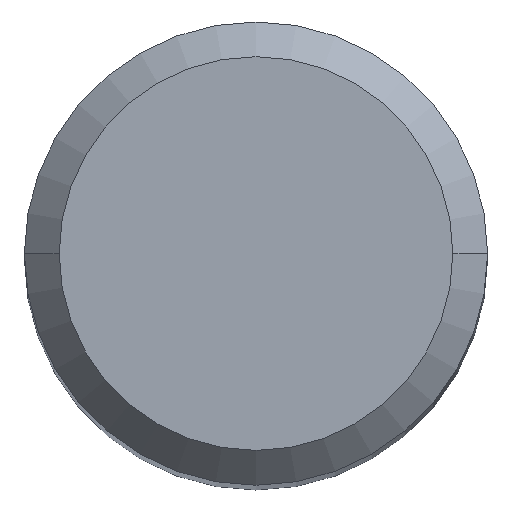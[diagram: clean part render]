
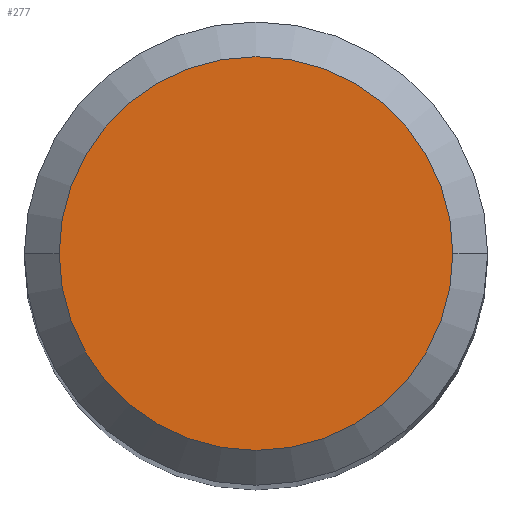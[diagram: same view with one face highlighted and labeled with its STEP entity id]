
A CAD part, top view. The second image highlights one B-rep face of the part: STEP entity #277.
In plain terms, the highlighted planar face has unit normal (0, 0, 1).
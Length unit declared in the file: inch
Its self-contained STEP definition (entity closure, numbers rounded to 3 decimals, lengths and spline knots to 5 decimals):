
#23 = PLANE ( 'NONE',  #89 ) ;
#32 = VERTEX_POINT ( 'NONE', #256 ) ;
#33 = EDGE_CURVE ( 'NONE', #32, #249, #412, .T. ) ;
#52 = EDGE_CURVE ( 'NONE', #249, #32, #167, .T. ) ;
#57 = CARTESIAN_POINT ( 'NONE',  ( 0., 0., 0. ) ) ;
#67 = AXIS2_PLACEMENT_3D ( 'NONE', #212, #168, #131 ) ;
#89 = AXIS2_PLACEMENT_3D ( 'NONE', #448, #97, #475 ) ;
#97 = DIRECTION ( 'NONE',  ( 0., 0., -1. ) ) ;
#102 = FACE_OUTER_BOUND ( 'NONE', #429, .T. ) ;
#131 = DIRECTION ( 'NONE',  ( 1., 0., 0. ) ) ;
#151 = ORIENTED_EDGE ( 'NONE', *, *, #33, .T. ) ;
#167 = CIRCLE ( 'NONE', #67, 0.10039 ) ;
#168 = DIRECTION ( 'NONE',  ( 0., 0., 1. ) ) ;
#199 = AXIS2_PLACEMENT_3D ( 'NONE', #57, #482, #400 ) ;
#212 = CARTESIAN_POINT ( 'NONE',  ( 0., 0., 0. ) ) ;
#216 = ORIENTED_EDGE ( 'NONE', *, *, #52, .T. ) ;
#249 = VERTEX_POINT ( 'NONE', #449 ) ;
#256 = CARTESIAN_POINT ( 'NONE',  ( -0.10039, 0., 0. ) ) ;
#277 = ADVANCED_FACE ( 'NONE', ( #102 ), #23, .F. ) ;
#400 = DIRECTION ( 'NONE',  ( 1., 0., 0. ) ) ;
#412 = CIRCLE ( 'NONE', #199, 0.10039 ) ;
#429 = EDGE_LOOP ( 'NONE', ( #151, #216 ) ) ;
#448 = CARTESIAN_POINT ( 'NONE',  ( 0., 0., 0. ) ) ;
#449 = CARTESIAN_POINT ( 'NONE',  ( 0.10039, 0., 0. ) ) ;
#475 = DIRECTION ( 'NONE',  ( -1., 0., 0. ) ) ;
#482 = DIRECTION ( 'NONE',  ( 0., 0., 1. ) ) ;
